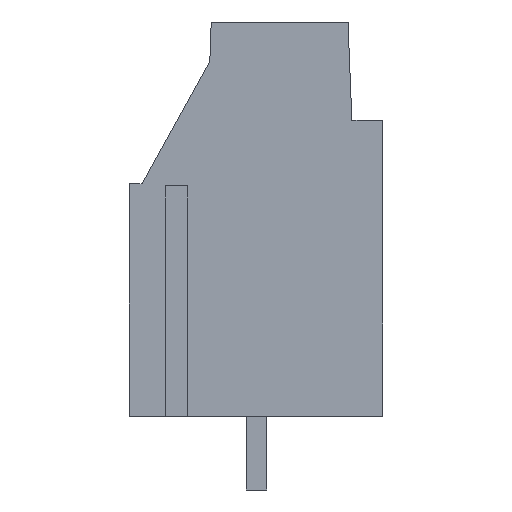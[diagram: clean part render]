
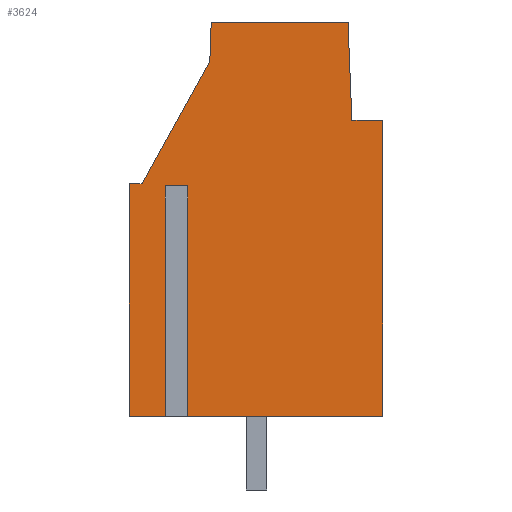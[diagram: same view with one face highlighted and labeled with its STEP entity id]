
A CAD part, left-side view. The second image highlights one B-rep face of the part: STEP entity #3624.
In plain terms, the highlighted planar face has unit normal (-1, 0, 0).
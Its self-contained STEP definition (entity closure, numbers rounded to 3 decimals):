
#3583=AXIS2_PLACEMENT_3D('Plane Axis2P3D',#3580,#3581,#3582) ;
#225=CARTESIAN_POINT('Vertex',(-15.,-11.,3.25)) ;
#300=CARTESIAN_POINT('Vertex',(-15.,-11.,16.1)) ;
#303=CARTESIAN_POINT('Line Origine',(-15.,-11.,9.675)) ;
#451=CARTESIAN_POINT('Vertex',(-15.,-9.495,20.37)) ;
#454=CARTESIAN_POINT('Line Origine',(-15.,-9.579,18.235)) ;
#458=CARTESIAN_POINT('Vertex',(-15.,-9.663,16.1)) ;
#505=CARTESIAN_POINT('Line Origine',(-15.,-6.625,3.25)) ;
#509=CARTESIAN_POINT('Vertex',(-15.,-2.25,3.25)) ;
#558=CARTESIAN_POINT('Vertex',(-15.,-1.85,3.25)) ;
#561=CARTESIAN_POINT('Line Origine',(-15.,-0.925,3.25)) ;
#565=CARTESIAN_POINT('Vertex',(-15.,0.,3.25)) ;
#1169=CARTESIAN_POINT('Vertex',(-15.,-3.554,20.37)) ;
#1172=CARTESIAN_POINT('Line Origine',(-15.,-6.525,20.37)) ;
#1439=CARTESIAN_POINT('Line Origine',(-15.,0.,8.3)) ;
#1443=CARTESIAN_POINT('Vertex',(-15.,0.,13.35)) ;
#1911=CARTESIAN_POINT('Vertex',(-15.,-3.494,18.649)) ;
#1995=CARTESIAN_POINT('Vertex',(-15.,-0.555,13.35)) ;
#1998=CARTESIAN_POINT('Line Origine',(-15.,-2.025,16.)) ;
#2027=CARTESIAN_POINT('Line Origine',(-15.,-3.524,19.51)) ;
#3554=CARTESIAN_POINT('Line Origine',(-15.,-10.331,16.1)) ;
#3580=CARTESIAN_POINT('Axis2P3D Location',(-15.,-15.468,1.8)) ;
#3585=CARTESIAN_POINT('Line Origine',(-15.,-1.85,8.25)) ;
#3589=CARTESIAN_POINT('Vertex',(-15.,-1.85,13.25)) ;
#3592=CARTESIAN_POINT('Line Origine',(-15.,-2.05,13.25)) ;
#3596=CARTESIAN_POINT('Vertex',(-15.,-2.25,13.25)) ;
#3599=CARTESIAN_POINT('Line Origine',(-15.,-2.25,8.25)) ;
#3604=CARTESIAN_POINT('Line Origine',(-15.,-0.278,13.35)) ;
#304=DIRECTION('Vector Direction',(0.,0.,1.)) ;
#455=DIRECTION('Vector Direction',(0.,-0.039,-0.999)) ;
#506=DIRECTION('Vector Direction',(0.,1.,0.)) ;
#562=DIRECTION('Vector Direction',(0.,1.,0.)) ;
#1173=DIRECTION('Vector Direction',(0.,1.,0.)) ;
#1440=DIRECTION('Vector Direction',(0.,0.,-1.)) ;
#1999=DIRECTION('Vector Direction',(0.,-0.485,0.875)) ;
#2028=DIRECTION('Vector Direction',(0.,0.035,-0.999)) ;
#3555=DIRECTION('Vector Direction',(0.,1.,0.)) ;
#3581=DIRECTION('Axis2P3D Direction',(1.,0.,0.)) ;
#3582=DIRECTION('Axis2P3D XDirection',(0.,1.,0.)) ;
#3586=DIRECTION('Vector Direction',(0.,0.,1.)) ;
#3593=DIRECTION('Vector Direction',(0.,-1.,0.)) ;
#3600=DIRECTION('Vector Direction',(0.,0.,1.)) ;
#3605=DIRECTION('Vector Direction',(0.,-1.,0.)) ;
#305=VECTOR('Line Direction',#304,1.) ;
#456=VECTOR('Line Direction',#455,1.) ;
#507=VECTOR('Line Direction',#506,1.) ;
#563=VECTOR('Line Direction',#562,1.) ;
#1174=VECTOR('Line Direction',#1173,1.) ;
#1441=VECTOR('Line Direction',#1440,1.) ;
#2000=VECTOR('Line Direction',#1999,1.) ;
#2029=VECTOR('Line Direction',#2028,1.) ;
#3556=VECTOR('Line Direction',#3555,1.) ;
#3587=VECTOR('Line Direction',#3586,1.) ;
#3594=VECTOR('Line Direction',#3593,1.) ;
#3601=VECTOR('Line Direction',#3600,1.) ;
#3606=VECTOR('Line Direction',#3605,1.) ;
#3610=ORIENTED_EDGE('',*,*,#3591,.T.) ;
#3611=ORIENTED_EDGE('',*,*,#3598,.T.) ;
#3612=ORIENTED_EDGE('',*,*,#3603,.F.) ;
#3613=ORIENTED_EDGE('',*,*,#511,.F.) ;
#3614=ORIENTED_EDGE('',*,*,#307,.F.) ;
#3615=ORIENTED_EDGE('',*,*,#3558,.F.) ;
#3616=ORIENTED_EDGE('',*,*,#460,.F.) ;
#3617=ORIENTED_EDGE('',*,*,#1176,.F.) ;
#3618=ORIENTED_EDGE('',*,*,#2031,.F.) ;
#3619=ORIENTED_EDGE('',*,*,#2002,.F.) ;
#3620=ORIENTED_EDGE('',*,*,#3608,.F.) ;
#3621=ORIENTED_EDGE('',*,*,#1445,.F.) ;
#3622=ORIENTED_EDGE('',*,*,#567,.F.) ;
#3624=ADVANCED_FACE('housing',(#3623),#3584,.F.) ;
#307=EDGE_CURVE('',#301,#226,#306,.F.) ;
#460=EDGE_CURVE('',#452,#459,#457,.T.) ;
#511=EDGE_CURVE('',#226,#510,#508,.T.) ;
#567=EDGE_CURVE('',#559,#566,#564,.T.) ;
#1176=EDGE_CURVE('',#1170,#452,#1175,.F.) ;
#1445=EDGE_CURVE('',#566,#1444,#1442,.F.) ;
#2002=EDGE_CURVE('',#1996,#1912,#2001,.T.) ;
#2031=EDGE_CURVE('',#1912,#1170,#2030,.F.) ;
#3558=EDGE_CURVE('',#459,#301,#3557,.F.) ;
#3591=EDGE_CURVE('',#559,#3590,#3588,.T.) ;
#3598=EDGE_CURVE('',#3590,#3597,#3595,.T.) ;
#3603=EDGE_CURVE('',#510,#3597,#3602,.T.) ;
#3608=EDGE_CURVE('',#1444,#1996,#3607,.T.) ;
#3609=EDGE_LOOP('',(#3610,#3611,#3612,#3613,#3614,#3615,#3616,#3617,#3618,#3619,#3620,#3621,#3622)) ;
#3623=FACE_OUTER_BOUND('',#3609,.T.) ;
#306=LINE('Line',#303,#305) ;
#457=LINE('Line',#454,#456) ;
#508=LINE('Line',#505,#507) ;
#564=LINE('Line',#561,#563) ;
#1175=LINE('Line',#1172,#1174) ;
#1442=LINE('Line',#1439,#1441) ;
#2001=LINE('Line',#1998,#2000) ;
#2030=LINE('Line',#2027,#2029) ;
#3557=LINE('Line',#3554,#3556) ;
#3588=LINE('Line',#3585,#3587) ;
#3595=LINE('Line',#3592,#3594) ;
#3602=LINE('Line',#3599,#3601) ;
#3607=LINE('Line',#3604,#3606) ;
#3584=PLANE('',#3583) ;
#226=VERTEX_POINT('',#225) ;
#301=VERTEX_POINT('',#300) ;
#452=VERTEX_POINT('',#451) ;
#459=VERTEX_POINT('',#458) ;
#510=VERTEX_POINT('',#509) ;
#559=VERTEX_POINT('',#558) ;
#566=VERTEX_POINT('',#565) ;
#1170=VERTEX_POINT('',#1169) ;
#1444=VERTEX_POINT('',#1443) ;
#1912=VERTEX_POINT('',#1911) ;
#1996=VERTEX_POINT('',#1995) ;
#3590=VERTEX_POINT('',#3589) ;
#3597=VERTEX_POINT('',#3596) ;
